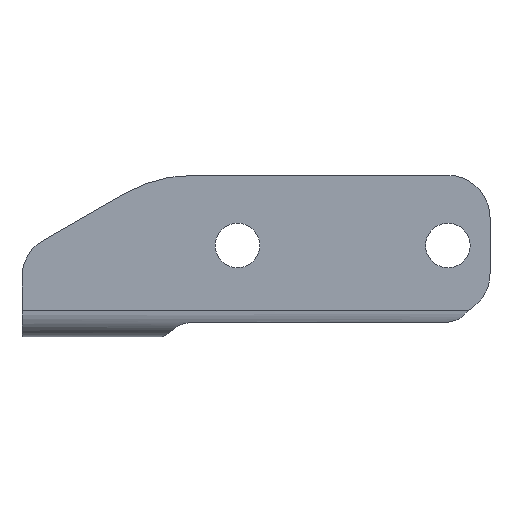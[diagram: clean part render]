
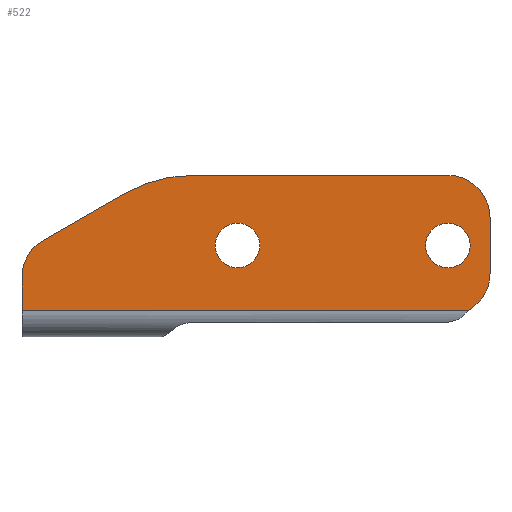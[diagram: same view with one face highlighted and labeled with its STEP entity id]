
A CAD part, front view. The second image highlights one B-rep face of the part: STEP entity #522.
In plain terms, the highlighted planar face has unit normal (0, -1, 0).
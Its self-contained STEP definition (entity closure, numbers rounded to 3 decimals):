
#234=CARTESIAN_POINT('',(606.844,-3.0,-3781.158));
#235=VERTEX_POINT('',#234);
#242=CARTESIAN_POINT('',(609.844,-3.0,-3775.962));
#243=VERTEX_POINT('',#242);
#244=CARTESIAN_POINT('',(612.844,-3.0,-3781.158));
#245=DIRECTION('',(0.0,1.0,0.0));
#246=DIRECTION('',(0.0,-0.0,1.0));
#247=AXIS2_PLACEMENT_3D('',#244,#245,#246);
#248=CIRCLE('',#247,6.0);
#249=EDGE_CURVE('no 704',#235,#243,#248,.T.);
#274=CARTESIAN_POINT('',(621.255,-3.0,-3769.373));
#275=VERTEX_POINT('',#274);
#276=CARTESIAN_POINT('',(609.844,-3.0,-3775.962));
#277=DIRECTION('',(0.866,0.0,0.5));
#278=VECTOR('',#277,1.0);
#279=LINE('',#276,#278);
#280=EDGE_CURVE('no 706',#243,#275,#279,.T.);
#306=CARTESIAN_POINT('',(631.255,-3.0,-3766.694));
#307=VERTEX_POINT('',#306);
#308=CARTESIAN_POINT('',(631.255,-3.0,-3786.694));
#309=DIRECTION('',(0.0,1.0,0.0));
#310=DIRECTION('',(0.0,-0.0,1.0));
#311=AXIS2_PLACEMENT_3D('',#308,#309,#310);
#312=CIRCLE('',#311,20.0);
#313=EDGE_CURVE('no 708',#275,#307,#312,.T.);
#338=CARTESIAN_POINT('',(667.544,-3.0,-3766.694));
#339=VERTEX_POINT('',#338);
#340=CARTESIAN_POINT('',(667.544,-3.0,-3766.694));
#341=DIRECTION('',(1.0,0.0,0.0));
#342=VECTOR('',#341,1.0);
#343=LINE('',#340,#342);
#344=EDGE_CURVE('no 710',#307,#339,#343,.T.);
#370=CARTESIAN_POINT('',(673.544,-3.0,-3772.694));
#371=VERTEX_POINT('',#370);
#372=CARTESIAN_POINT('',(667.544,-3.0,-3772.694));
#373=DIRECTION('',(0.0,1.0,0.0));
#374=DIRECTION('',(0.0,-0.0,1.0));
#375=AXIS2_PLACEMENT_3D('',#372,#373,#374);
#376=CIRCLE('',#375,6.0);
#377=EDGE_CURVE('no 712',#339,#371,#376,.T.);
#402=CARTESIAN_POINT('',(673.544,-3.0,-3780.694));
#403=VERTEX_POINT('',#402);
#404=CARTESIAN_POINT('',(673.544,-3.0,-3780.694));
#405=DIRECTION('',(-0.0,0.0,-1.0));
#406=VECTOR('',#405,1.0);
#407=LINE('',#404,#406);
#408=EDGE_CURVE('no 714',#371,#403,#407,.T.);
#424=CARTESIAN_POINT('',(637.544,-3.0,-3773.519));
#425=VERTEX_POINT('',#424);
#426=CARTESIAN_POINT('',(637.544,-3.0,-3776.694));
#427=DIRECTION('',(0.0,1.0,0.0));
#428=DIRECTION('',(0.0,-0.0,1.0));
#429=AXIS2_PLACEMENT_3D('',#426,#427,#428);
#430=CIRCLE('',#429,3.175);
#431=EDGE_CURVE('no 719',#425,#425,#430,.T.);
#452=CARTESIAN_POINT('',(667.544,-3.0,-3773.519));
#453=VERTEX_POINT('',#452);
#454=CARTESIAN_POINT('',(667.544,-3.0,-3776.694));
#455=DIRECTION('',(0.0,1.0,0.0));
#456=DIRECTION('',(0.0,-0.0,1.0));
#457=AXIS2_PLACEMENT_3D('',#454,#455,#456);
#458=CIRCLE('',#457,3.175);
#459=EDGE_CURVE('no 718',#453,#453,#458,.T.);
#480=ORIENTED_EDGE('',*,*,#459,.T.);
#481=EDGE_LOOP('',(#480));
#482=FACE_OUTER_BOUND('',#481,.T.);
#483=ORIENTED_EDGE('',*,*,#431,.T.);
#484=EDGE_LOOP('',(#483));
#485=FACE_BOUND('',#484,.T.);
#486=CARTESIAN_POINT('',(606.844,-3.0,-3785.957));
#487=VERTEX_POINT('',#486);
#488=CARTESIAN_POINT('',(606.844,-3.0,-3799.194));
#489=DIRECTION('',(0.0,0.0,1.0));
#490=VECTOR('',#489,1.0);
#491=LINE('',#488,#490);
#492=EDGE_CURVE('no 730',#487,#235,#491,.T.);
#493=ORIENTED_EDGE('',*,*,#492,.F.);
#494=CARTESIAN_POINT('',(670.424,-3.0,-3785.957));
#495=VERTEX_POINT('',#494);
#496=CARTESIAN_POINT('',(667.544,-3.0,-3785.957));
#497=DIRECTION('',(1.0,0.0,0.0));
#498=VECTOR('',#497,1.0);
#499=LINE('',#496,#498);
#500=EDGE_CURVE('no 720',#487,#495,#499,.T.);
#501=ORIENTED_EDGE('',*,*,#500,.T.);
#502=CARTESIAN_POINT('',(667.544,-3.0,-3780.694));
#503=DIRECTION('',(0.0,1.0,0.0));
#504=DIRECTION('',(0.0,-0.0,1.0));
#505=AXIS2_PLACEMENT_3D('',#502,#503,#504);
#506=CIRCLE('',#505,6.0);
#507=EDGE_CURVE('no 721',#403,#495,#506,.T.);
#508=ORIENTED_EDGE('',*,*,#507,.F.);
#509=ORIENTED_EDGE('',*,*,#408,.F.);
#510=ORIENTED_EDGE('',*,*,#377,.F.);
#511=ORIENTED_EDGE('',*,*,#344,.F.);
#512=ORIENTED_EDGE('',*,*,#313,.F.);
#513=ORIENTED_EDGE('',*,*,#280,.F.);
#514=ORIENTED_EDGE('',*,*,#249,.F.);
#515=EDGE_LOOP('',(#493,#501,#508,#509,#510,#511,#512,#513,#514));
#516=FACE_BOUND('',#515,.T.);
#517=CARTESIAN_POINT('',(667.544,-3.0,-3780.694));
#518=DIRECTION('',(0.0,1.0,0.0));
#519=DIRECTION('',(0.0,-0.0,1.0));
#520=AXIS2_PLACEMENT_3D('',#517,#518,#519);
#521=PLANE('',#520);
#522=ADVANCED_FACE('no 811',(#482,#485,#516),#521,.F.);
